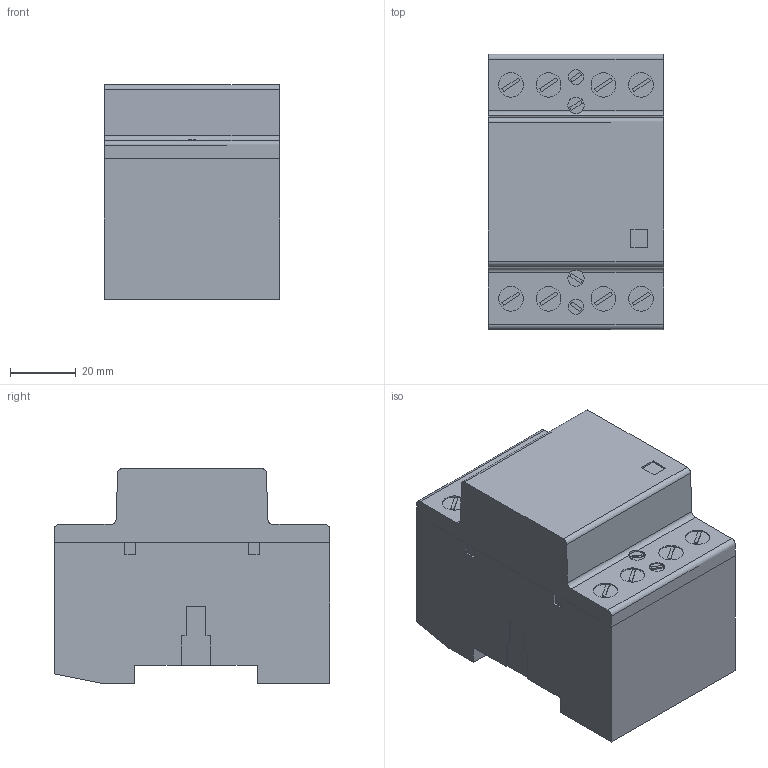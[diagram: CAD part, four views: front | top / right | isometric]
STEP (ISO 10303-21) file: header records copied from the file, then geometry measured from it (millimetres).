
FILE_DESCRIPTION((''),'2;1');
FILE_NAME('3d_11CN6301024.stp','2012-10-03T14:51:01',(''),(''),'Mechanical Desktop 2011','Mechanical Desktop 2011',', , ');
FILE_SCHEMA(('CONFIG_CONTROL_DESIGN'));
Length unit declared in the file: millimetre
Products named in the file (1): Product
Bounding box: 53.5 x 84 x 65.5 mm (x, y, z)
Volume: 247159.6 mm3; surface area: 34645.9 mm2
Topology: 2 solids, 2 shells, 160 faces, 439 edges, 306 vertices
Faces by surface type: plane 91, cylinder 46, bspline 23
Entity records: 5383 total; most frequent: CARTESIAN_POINT 1123, ORIENTED_EDGE 878, DIRECTION 846, EDGE_CURVE 439, VERTEX_POINT 306, VECTOR 300, LINE 300, AXIS2_PLACEMENT_3D 273
